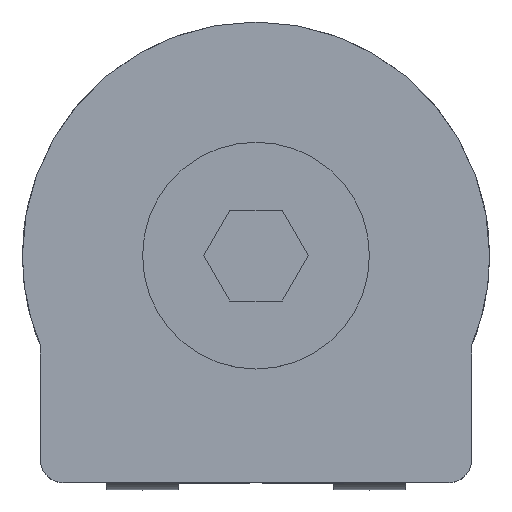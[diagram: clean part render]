
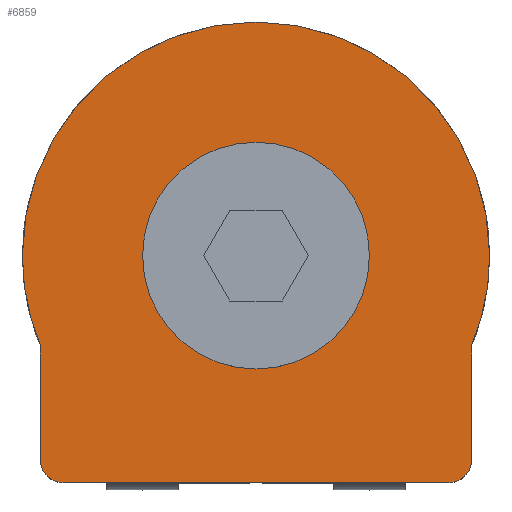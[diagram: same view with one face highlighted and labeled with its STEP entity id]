
A CAD part, top view. The second image highlights one B-rep face of the part: STEP entity #6859.
In plain terms, the highlighted planar face has unit normal (0, 0, 1).
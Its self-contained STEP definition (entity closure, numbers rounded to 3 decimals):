
#70 = EDGE_CURVE ( 'NONE', #6918, #7159, #633, .T. ) ;
#124 = LINE ( 'NONE', #12906, #7718 ) ;
#210 = CARTESIAN_POINT ( 'NONE',  ( 0., 0., 4. ) ) ;
#216 = EDGE_CURVE ( 'NONE', #2768, #7250, #12067, .T. ) ;
#302 = CARTESIAN_POINT ( 'NONE',  ( 4.25, -4.5, 4. ) ) ;
#420 = FACE_OUTER_BOUND ( 'NONE', #13737, .T. ) ;
#567 = CARTESIAN_POINT ( 'NONE',  ( -4.25, -5., 4. ) ) ;
#633 = LINE ( 'NONE', #10367, #3969 ) ;
#769 = VERTEX_POINT ( 'NONE', #11991 ) ;
#786 = CIRCLE ( 'NONE', #11738, 0.5 ) ;
#888 = VERTEX_POINT ( 'NONE', #2073 ) ;
#969 = AXIS2_PLACEMENT_3D ( 'NONE', #4389, #5519, #4658 ) ;
#1258 = CIRCLE ( 'NONE', #9071, 5.15 ) ;
#1412 = CIRCLE ( 'NONE', #6298, 2.5 ) ;
#1671 = CARTESIAN_POINT ( 'NONE',  ( 0., 0., 4. ) ) ;
#1682 = DIRECTION ( 'NONE',  ( 1., 0., 0. ) ) ;
#2073 = CARTESIAN_POINT ( 'NONE',  ( 2.5, 0., 4. ) ) ;
#2198 = DIRECTION ( 'NONE',  ( 1., 0., 0. ) ) ;
#2357 = DIRECTION ( 'NONE',  ( 1., 0., 0. ) ) ;
#2487 = AXIS2_PLACEMENT_3D ( 'NONE', #3272, #11836, #12978 ) ;
#2511 = PLANE ( 'NONE',  #969 ) ;
#2557 = CIRCLE ( 'NONE', #2989, 0.5 ) ;
#2600 = EDGE_CURVE ( 'NONE', #13255, #2768, #1258, .T. ) ;
#2659 = VERTEX_POINT ( 'NONE', #3929 ) ;
#2768 = VERTEX_POINT ( 'NONE', #7493 ) ;
#2842 = ORIENTED_EDGE ( 'NONE', *, *, #3047, .T. ) ;
#2989 = AXIS2_PLACEMENT_3D ( 'NONE', #302, #6653, #4488 ) ;
#3047 = EDGE_CURVE ( 'NONE', #7250, #13811, #12706, .T. ) ;
#3083 = CARTESIAN_POINT ( 'NONE',  ( -4.75, 1.356, 4. ) ) ;
#3167 = CARTESIAN_POINT ( 'NONE',  ( 4.25, -5., 4. ) ) ;
#3198 = DIRECTION ( 'NONE',  ( 0., 1., 0. ) ) ;
#3272 = CARTESIAN_POINT ( 'NONE',  ( 0., 0., 4. ) ) ;
#3424 = ORIENTED_EDGE ( 'NONE', *, *, #5765, .F. ) ;
#3502 = ORIENTED_EDGE ( 'NONE', *, *, #70, .T. ) ;
#3525 = CARTESIAN_POINT ( 'NONE',  ( -4.75, -4.5, 4. ) ) ;
#3606 = CARTESIAN_POINT ( 'NONE',  ( -2.5, 0., 4. ) ) ;
#3787 = ORIENTED_EDGE ( 'NONE', *, *, #13348, .T. ) ;
#3814 = DIRECTION ( 'NONE',  ( 1., 0., 0. ) ) ;
#3929 = CARTESIAN_POINT ( 'NONE',  ( 4.75, -4.5, 4. ) ) ;
#3969 = VECTOR ( 'NONE', #3814, 1000. ) ;
#4106 = ORIENTED_EDGE ( 'NONE', *, *, #8595, .T. ) ;
#4117 = EDGE_CURVE ( 'NONE', #769, #13255, #8751, .T. ) ;
#4140 = VERTEX_POINT ( 'NONE', #3606 ) ;
#4389 = CARTESIAN_POINT ( 'NONE',  ( 0., 0., 4. ) ) ;
#4488 = DIRECTION ( 'NONE',  ( 1., 0., 0. ) ) ;
#4658 = DIRECTION ( 'NONE',  ( 1., 0., 0. ) ) ;
#5519 = DIRECTION ( 'NONE',  ( 0., 0., 1. ) ) ;
#5765 = EDGE_CURVE ( 'NONE', #888, #4140, #1412, .T. ) ;
#5908 = AXIS2_PLACEMENT_3D ( 'NONE', #1671, #7815, #11125 ) ;
#6252 = ORIENTED_EDGE ( 'NONE', *, *, #12689, .F. ) ;
#6298 = AXIS2_PLACEMENT_3D ( 'NONE', #210, #10233, #12541 ) ;
#6493 = ORIENTED_EDGE ( 'NONE', *, *, #216, .T. ) ;
#6558 = ORIENTED_EDGE ( 'NONE', *, *, #4117, .T. ) ;
#6625 = ORIENTED_EDGE ( 'NONE', *, *, #9102, .T. ) ;
#6653 = DIRECTION ( 'NONE',  ( 0., 0., 1. ) ) ;
#6762 = FACE_BOUND ( 'NONE', #13541, .T. ) ;
#6859 = ADVANCED_FACE ( 'NONE', ( #6762, #420 ), #2511, .T. ) ;
#6918 = VERTEX_POINT ( 'NONE', #567 ) ;
#6975 = DIRECTION ( 'NONE',  ( 0., 0., 1. ) ) ;
#7159 = VERTEX_POINT ( 'NONE', #3167 ) ;
#7250 = VERTEX_POINT ( 'NONE', #7643 ) ;
#7375 = CARTESIAN_POINT ( 'NONE',  ( 5.15, 0., 4. ) ) ;
#7435 = CIRCLE ( 'NONE', #5908, 2.5 ) ;
#7493 = CARTESIAN_POINT ( 'NONE',  ( -5.15, 0., 4. ) ) ;
#7643 = CARTESIAN_POINT ( 'NONE',  ( -4.75, -1.99, 4. ) ) ;
#7657 = DIRECTION ( 'NONE',  ( 0., 0., 1. ) ) ;
#7718 = VECTOR ( 'NONE', #3198, 1000. ) ;
#7815 = DIRECTION ( 'NONE',  ( 0., 0., 1. ) ) ;
#8034 = CARTESIAN_POINT ( 'NONE',  ( -4.25, -4.5, 4. ) ) ;
#8322 = ORIENTED_EDGE ( 'NONE', *, *, #2600, .T. ) ;
#8595 = EDGE_CURVE ( 'NONE', #7159, #2659, #2557, .T. ) ;
#8751 = CIRCLE ( 'NONE', #2487, 5.15 ) ;
#9071 = AXIS2_PLACEMENT_3D ( 'NONE', #12100, #7657, #2357 ) ;
#9102 = EDGE_CURVE ( 'NONE', #13811, #6918, #786, .T. ) ;
#9554 = CARTESIAN_POINT ( 'NONE',  ( 0., 0., 4. ) ) ;
#10233 = DIRECTION ( 'NONE',  ( 0., 0., 1. ) ) ;
#10367 = CARTESIAN_POINT ( 'NONE',  ( -4.75, -5., 4. ) ) ;
#10839 = DIRECTION ( 'NONE',  ( 0., 0., 1. ) ) ;
#10956 = AXIS2_PLACEMENT_3D ( 'NONE', #9554, #10839, #2198 ) ;
#11125 = DIRECTION ( 'NONE',  ( 1., 0., 0. ) ) ;
#11505 = DIRECTION ( 'NONE',  ( 0., -1., 0. ) ) ;
#11738 = AXIS2_PLACEMENT_3D ( 'NONE', #8034, #6975, #1682 ) ;
#11836 = DIRECTION ( 'NONE',  ( 0., 0., 1. ) ) ;
#11991 = CARTESIAN_POINT ( 'NONE',  ( 4.75, -1.99, 4. ) ) ;
#12067 = CIRCLE ( 'NONE', #10956, 5.15 ) ;
#12100 = CARTESIAN_POINT ( 'NONE',  ( 0., 0., 4. ) ) ;
#12541 = DIRECTION ( 'NONE',  ( 1., 0., 0. ) ) ;
#12689 = EDGE_CURVE ( 'NONE', #4140, #888, #7435, .T. ) ;
#12706 = LINE ( 'NONE', #3083, #13760 ) ;
#12906 = CARTESIAN_POINT ( 'NONE',  ( 4.75, 1.356, 4. ) ) ;
#12978 = DIRECTION ( 'NONE',  ( 1., 0., 0. ) ) ;
#13255 = VERTEX_POINT ( 'NONE', #7375 ) ;
#13348 = EDGE_CURVE ( 'NONE', #2659, #769, #124, .T. ) ;
#13541 = EDGE_LOOP ( 'NONE', ( #6252, #3424 ) ) ;
#13737 = EDGE_LOOP ( 'NONE', ( #3502, #4106, #3787, #6558, #8322, #6493, #2842, #6625 ) ) ;
#13760 = VECTOR ( 'NONE', #11505, 1000. ) ;
#13811 = VERTEX_POINT ( 'NONE', #3525 ) ;
